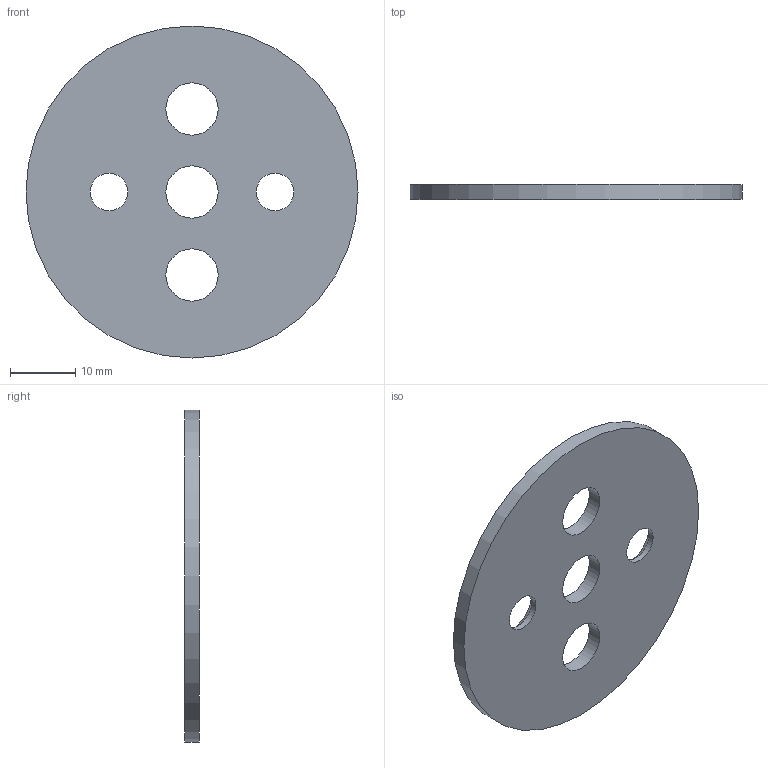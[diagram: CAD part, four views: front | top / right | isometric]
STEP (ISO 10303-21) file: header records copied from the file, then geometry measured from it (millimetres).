
FILE_DESCRIPTION(/* description */ (''),/* implementation_level */ '2;1');
FILE_NAME(/* name */ 'Swerve Drive Skid.ipt.step',/* time_stamp */ '2020-04-16T23:04:15-04:00',/* author */ ('Hannah'),/* organization */ (''),/* preprocessor_version */ 'ST-DEVELOPER v17',/* originating_system */ 'Autodesk Inventor 2019',/* authorisation */ '');
FILE_SCHEMA (('AUTOMOTIVE_DESIGN { 1 0 10303 214 3 1 1 }'));
Length unit declared in the file: inch
Products named in the file (1): Swerve Drive Skid
Bounding box: 50.8 x 2.29 x 50.8 mm (x, y, z)
Volume: 4132.8 mm3; surface area: 4244.9 mm2
Topology: 1 solids, 1 shells, 10 faces, 36 edges, 28 vertices
Faces by surface type: cylinder 6, cone 2, plane 2
Full cylindrical faces by diameter (mm): 5.715 x2, 8.001 x3, 50.8 x1
Entity records: 485 total; most frequent: DIRECTION 86, CARTESIAN_POINT 75, ORIENTED_EDGE 72, AXIS2_PLACEMENT_3D 39, EDGE_CURVE 36, CIRCLE 28, VERTEX_POINT 28, EDGE_LOOP 20
